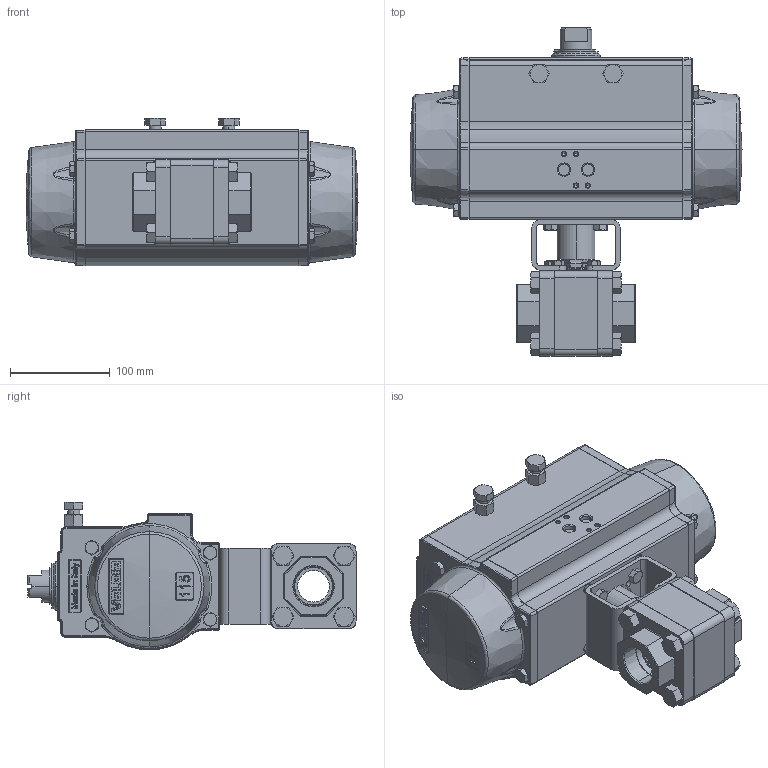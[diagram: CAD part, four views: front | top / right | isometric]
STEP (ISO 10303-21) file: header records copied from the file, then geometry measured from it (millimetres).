
FILE_DESCRIPTION (( 'STEP AP203' ), '1' );
FILE_NAME ('3000F-125-PT_UT-3.5.STEP', '2017-10-25T12:32:01', ( '' ), ( '' ), 'SwSTEP 2.0', 'SolidWorks 2014', '' );
FILE_SCHEMA (( 'CONFIG_CONTROL_DESIGN' ));
Length unit declared in the file: inch
Products named in the file (1): 3000F-125-PT_UT-3.5
Bounding box: 333.18 x 329.31 x 148.44 mm (x, y, z)
Volume: 5994888 mm3; surface area: 383548.3 mm2
Topology: 28 solids, 28 shells, 2203 faces, 5403 edges, 3348 vertices
Faces by surface type: plane 887, bspline 434, cylinder 418, cone 400, sphere 38, torus 26
Entity records: 88845 total; most frequent: CARTESIAN_POINT 39633, ORIENTED_EDGE 10698, DIRECTION 9490, EDGE_CURVE 5349, AXIS2_PLACEMENT_3D 3591, VERTEX_POINT 3348, EDGE_LOOP 2423, VECTOR 2308
